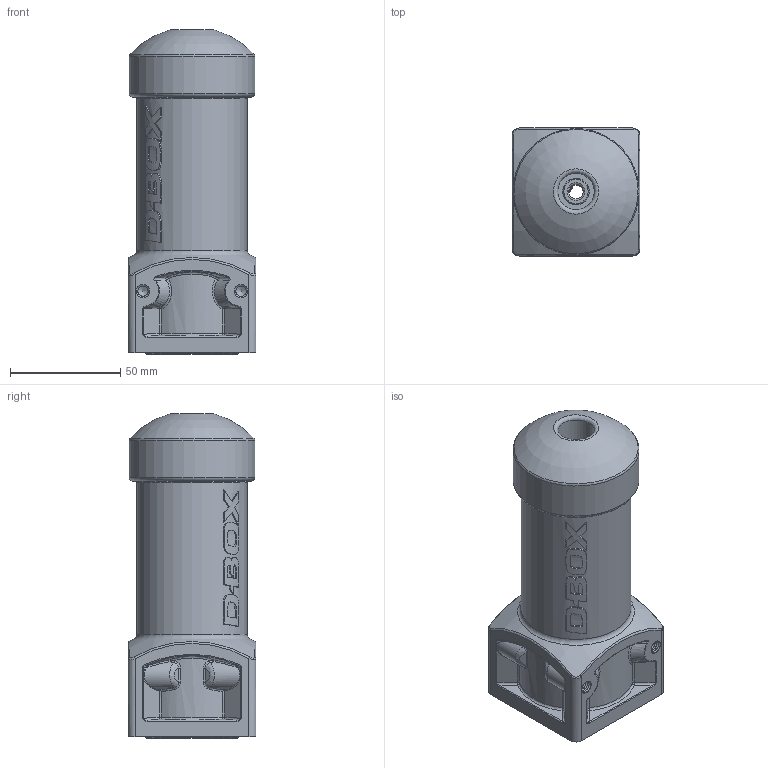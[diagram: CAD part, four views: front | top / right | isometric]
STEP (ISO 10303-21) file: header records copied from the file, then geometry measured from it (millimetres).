
FILE_DESCRIPTION(/* description */ (''),/* implementation_level */ '2;1');
FILE_NAME(/* name */ 'D-BOX G3 MEC 1.5in (AC218).stp',/* time_stamp */ '2020-10-13T11:33:43-04:00',/* author */ ('sboulais'),/* organization */ (''),/* preprocessor_version */ 'ST-DEVELOPER v18',/* originating_system */ 'Autodesk Inventor 2020',/* authorisation */ '');
FILE_SCHEMA (('AUTOMOTIVE_DESIGN { 1 0 10303 214 3 1 1 }'));
Length unit declared in the file: inch
Products named in the file (11): D-BOX G3 MEC 1.5in (AC218); compression ring(12)[Part1]; set screw M4X3(6)[Part1]; lock ring M20x1(4)[Part1]; body(17)[Part1]; ball nut(5)[Part1]; Piston(16)[Part1]; bearing 6004-VV-C3 Bearing 25x47x12(18)[Part1]; rotorclip CR-137(11)[Part1]; Spline adap(3)[Part1]; PIVOT OEM AC218
Assembly tree (10 placements, depth 2):
  D-BOX G3 MEC 1.5in (AC218)
    compression ring(12)[Part1]
    set screw M4X3(6)[Part1]
    lock ring M20x1(4)[Part1]
    body(17)[Part1]
    ball nut(5)[Part1]
    Piston(16)[Part1]
    bearing 6004-VV-C3 Bearing 25x47x12(18)[Part1]
    rotorclip CR-137(11)[Part1]
    Spline adap(3)[Part1]
    PIVOT OEM AC218
Bounding box: 58 x 58 x 146.9 mm (x, y, z)
Volume: 258992 mm3; surface area: 92035.2 mm2
Topology: 11 solids, 11 shells, 1371 faces, 3642 edges, 2313 vertices
Faces by surface type: cone 484, cylinder 342, bspline 272, plane 173, torus 58, sphere 42
Full cylindrical faces by diameter (mm): 3.091 x6, 4 x8, 4.134 x4, 4.25 x92, 4.318 x2, 5 x8, 6 x4, 6.38 x1, 6.647 x9, 8 x10, 10 x1, 11.98 x1, 12 x1, 14.986 x1, 16.25 x13, 16.5 x1, 16.701 x7, 17 x1, 17.783 x8, 18 x13, 19.9 x1, 20 x1, 24.45 x2, 29.416 x1, 33.274 x1, 34.925 x2, 36 x1, 37.2 x2, 38.79 x1, 39.5 x1
Entity records: 75961 total; most frequent: CARTESIAN_POINT 41855, ORIENTED_EDGE 7230, DIRECTION 7158, EDGE_CURVE 3615, AXIS2_PLACEMENT_3D 3003, VERTEX_POINT 2313, CIRCLE 1787, EDGE_LOOP 1438
